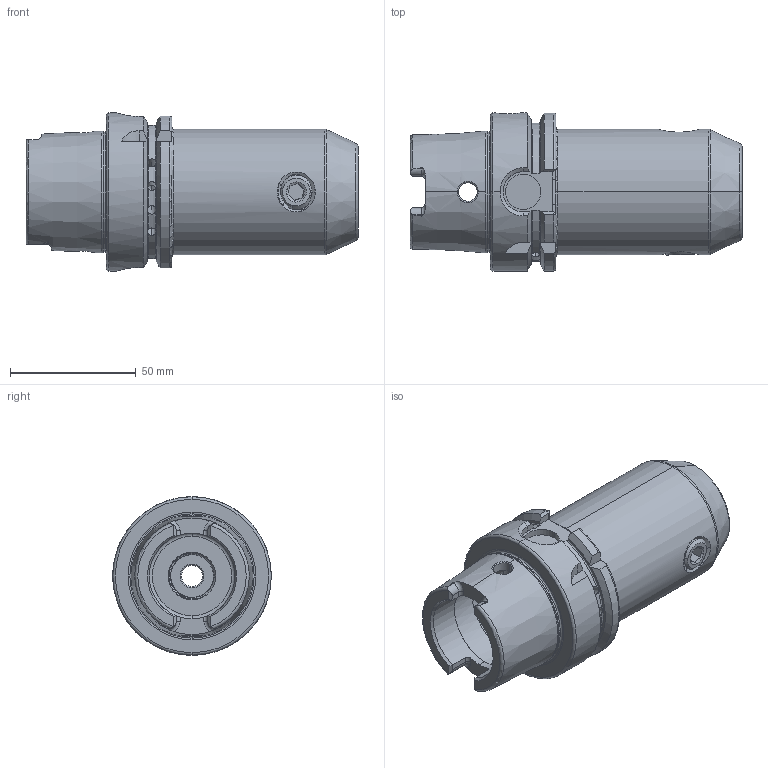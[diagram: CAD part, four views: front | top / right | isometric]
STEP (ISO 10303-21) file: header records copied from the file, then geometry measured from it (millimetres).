
FILE_DESCRIPTION (( 'STEP AP203' ), '1' );
FILE_NAME ('A63.05.18.STEP', '2016-09-05T06:22:11', ( '' ), ( '' ), 'SwSTEP 2.0', 'SolidWorks 2012', '' );
FILE_SCHEMA (( 'CONFIG_CONTROL_DESIGN' ));
Products named in the file (3): 側固14_M14x2_16L; A63.05.18
Assembly tree (2 placements, depth 2):
  A63.05.18
    A63.05.18
    側固14_M14x2_16L
Bounding box: 132 x 63 x 63 mm (x, y, z)
Volume: 202964.3 mm3; surface area: 40849.9 mm2
Topology: 2 solids, 2 shells, 317 faces, 856 edges, 540 vertices
Faces by surface type: cylinder 132, plane 74, cone 42, torus 35, bspline 32, sphere 2
Entity records: 31923 total; most frequent: CARTESIAN_POINT 24587, ORIENTED_EDGE 1688, DIRECTION 1233, EDGE_CURVE 844, VERTEX_POINT 540, AXIS2_PLACEMENT_3D 486, EDGE_LOOP 334, FACE_OUTER_BOUND 317
